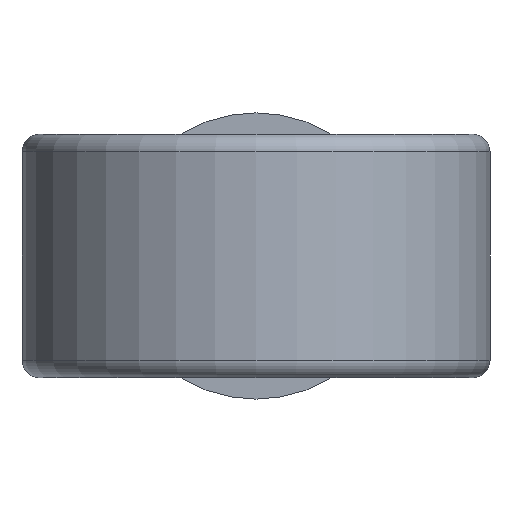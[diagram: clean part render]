
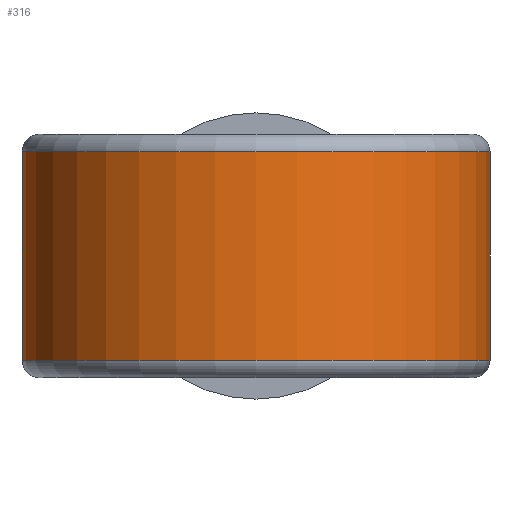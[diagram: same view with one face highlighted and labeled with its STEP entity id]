
A CAD part, front view. The second image highlights one B-rep face of the part: STEP entity #316.
In plain terms, the highlighted cylindrical face has radius 132 mm (diameter 264 mm), a partial arc.
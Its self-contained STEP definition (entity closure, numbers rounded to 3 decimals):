
#13 = CIRCLE ( 'NONE', #484, 132. ) ;
#14 = VECTOR ( 'NONE', #109, 1000. ) ;
#31 = VERTEX_POINT ( 'NONE', #269 ) ;
#38 = LINE ( 'NONE', #128, #559 ) ;
#42 = DIRECTION ( 'NONE',  ( 0., 0., -1. ) ) ;
#43 = ORIENTED_EDGE ( 'NONE', *, *, #355, .T. ) ;
#58 = CIRCLE ( 'NONE', #205, 132. ) ;
#66 = DIRECTION ( 'NONE',  ( 1., 0., 0. ) ) ;
#97 = CARTESIAN_POINT ( 'NONE',  ( 132., -1167.19, -58.75 ) ) ;
#109 = DIRECTION ( 'NONE',  ( 0., 0., -1. ) ) ;
#112 = CYLINDRICAL_SURFACE ( 'NONE', #803, 132. ) ;
#128 = CARTESIAN_POINT ( 'NONE',  ( 132., -1167.19, 68.75 ) ) ;
#152 = EDGE_CURVE ( 'NONE', #414, #218, #13, .T. ) ;
#205 = AXIS2_PLACEMENT_3D ( 'NONE', #562, #717, #856 ) ;
#211 = EDGE_CURVE ( 'NONE', #31, #811, #58, .T. ) ;
#218 = VERTEX_POINT ( 'NONE', #863 ) ;
#269 = CARTESIAN_POINT ( 'NONE',  ( -132., -1167.19, -58.75 ) ) ;
#274 = EDGE_CURVE ( 'NONE', #414, #811, #38, .T. ) ;
#276 = CARTESIAN_POINT ( 'NONE',  ( 132., -1167.19, 58.75 ) ) ;
#316 = ADVANCED_FACE ( 'NONE', ( #324 ), #112, .T. ) ;
#324 = FACE_OUTER_BOUND ( 'NONE', #358, .T. ) ;
#345 = CARTESIAN_POINT ( 'NONE',  ( 0., -1167.19, 58.75 ) ) ;
#355 = EDGE_CURVE ( 'NONE', #218, #31, #459, .T. ) ;
#358 = EDGE_LOOP ( 'NONE', ( #641, #906, #43, #372 ) ) ;
#372 = ORIENTED_EDGE ( 'NONE', *, *, #211, .T. ) ;
#414 = VERTEX_POINT ( 'NONE', #276 ) ;
#459 = LINE ( 'NONE', #748, #14 ) ;
#484 = AXIS2_PLACEMENT_3D ( 'NONE', #345, #626, #66 ) ;
#534 = DIRECTION ( 'NONE',  ( -1., 0., 0. ) ) ;
#559 = VECTOR ( 'NONE', #42, 1000. ) ;
#562 = CARTESIAN_POINT ( 'NONE',  ( 0., -1167.19, -58.75 ) ) ;
#598 = CARTESIAN_POINT ( 'NONE',  ( 0., -1167.19, 68.75 ) ) ;
#626 = DIRECTION ( 'NONE',  ( 0., 0., -1. ) ) ;
#641 = ORIENTED_EDGE ( 'NONE', *, *, #274, .F. ) ;
#717 = DIRECTION ( 'NONE',  ( 0., 0., 1. ) ) ;
#748 = CARTESIAN_POINT ( 'NONE',  ( -132., -1167.19, 68.75 ) ) ;
#765 = DIRECTION ( 'NONE',  ( 0., 0., -1. ) ) ;
#803 = AXIS2_PLACEMENT_3D ( 'NONE', #598, #765, #534 ) ;
#811 = VERTEX_POINT ( 'NONE', #97 ) ;
#856 = DIRECTION ( 'NONE',  ( 1., 0., 0. ) ) ;
#863 = CARTESIAN_POINT ( 'NONE',  ( -132., -1167.19, 58.75 ) ) ;
#906 = ORIENTED_EDGE ( 'NONE', *, *, #152, .T. ) ;
